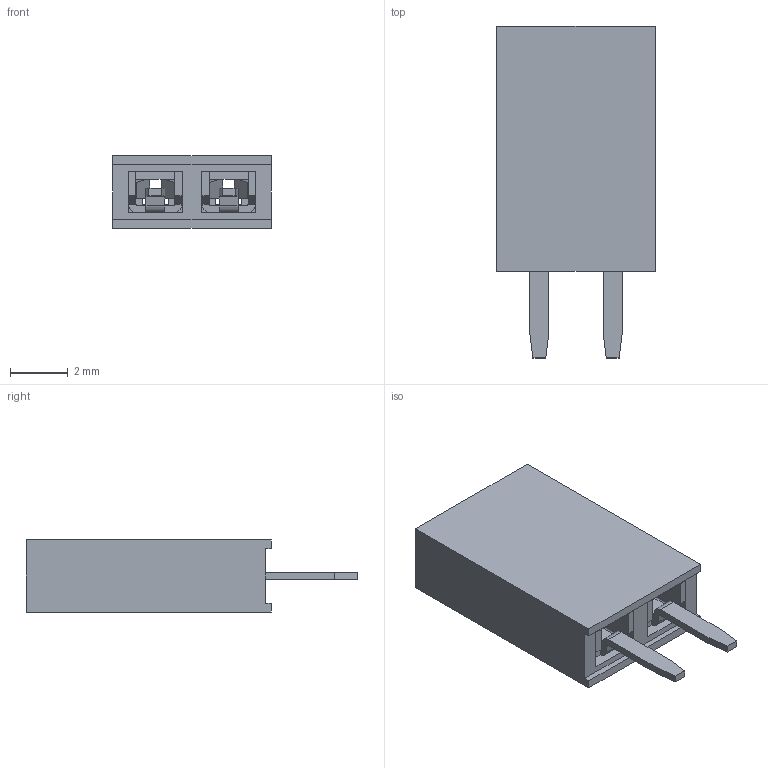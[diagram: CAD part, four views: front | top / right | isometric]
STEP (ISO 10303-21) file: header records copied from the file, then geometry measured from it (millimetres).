
FILE_DESCRIPTION((''),'2;1');
FILE_NAME('M20-7820246_ASM','2014-09-11T',('sbennett'),(''),'PRO/ENGINEER BY PARAMETRIC TECHNOLOGY CORPORATION, 2014090','PRO/ENGINEER BY PARAMETRIC TECHNOLOGY CORPORATION, 2014090','');
FILE_SCHEMA(('CONFIG_CONTROL_DESIGN'));
Length unit declared in the file: millimetre
Products named in the file (3): M20-78202_MOULD; M20-782_CONTACT; M20-7820246_ASM
Assembly tree (3 placements, depth 2):
  M20-7820246_ASM
    M20-78202_MOULD
    M20-782_CONTACT  x2
Bounding box: 5.48 x 11.5 x 2.5 mm (x, y, z)
Volume: 87.3 mm3; surface area: 345 mm2
Topology: 3 solids, 3 shells, 174 faces, 458 edges, 292 vertices
Faces by surface type: plane 130, cylinder 44
Entity records: 4110 total; most frequent: CARTESIAN_POINT 578, ORIENTED_EDGE 546, DIRECTION 527, PRESENTATION_STYLE_ASSIGNMENT 275, STYLED_ITEM 275, CURVE_STYLE 273, EDGE_CURVE 273, VECTOR 229
